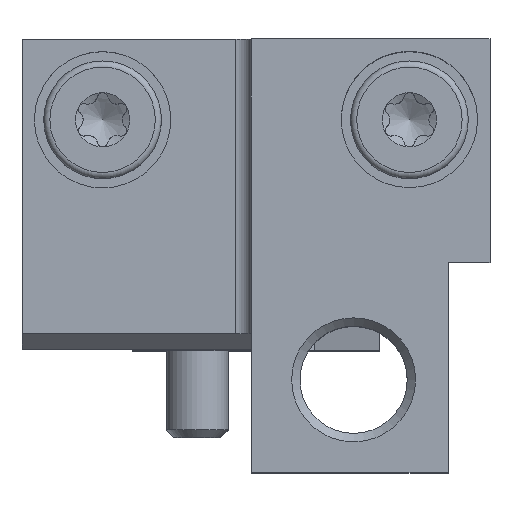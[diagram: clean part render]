
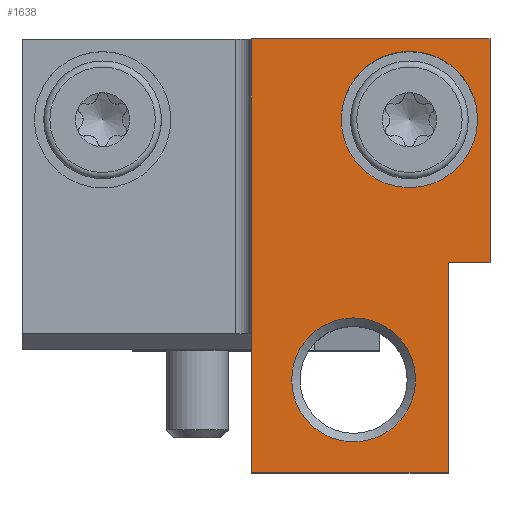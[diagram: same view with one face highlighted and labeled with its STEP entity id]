
A CAD part, top view. The second image highlights one B-rep face of the part: STEP entity #1638.
In plain terms, the highlighted planar face has unit normal (0, 0, 1).
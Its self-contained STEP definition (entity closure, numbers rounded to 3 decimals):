
#183=CIRCLE('',#1798,2.2);
#184=CIRCLE('',#1799,2.);
#273=ORIENTED_EDGE('',*,*,#720,.F.);
#274=ORIENTED_EDGE('',*,*,#721,.T.);
#275=ORIENTED_EDGE('',*,*,#722,.F.);
#276=ORIENTED_EDGE('',*,*,#713,.F.);
#277=ORIENTED_EDGE('',*,*,#723,.T.);
#278=ORIENTED_EDGE('',*,*,#724,.T.);
#279=ORIENTED_EDGE('',*,*,#725,.F.);
#280=ORIENTED_EDGE('',*,*,#719,.T.);
#713=EDGE_CURVE('',#934,#935,#1095,.T.);
#719=EDGE_CURVE('',#937,#940,#1101,.T.);
#720=EDGE_CURVE('',#941,#941,#183,.T.);
#721=EDGE_CURVE('',#942,#942,#184,.T.);
#722=EDGE_CURVE('',#935,#940,#1102,.T.);
#723=EDGE_CURVE('',#934,#943,#1103,.T.);
#724=EDGE_CURVE('',#943,#944,#1104,.T.);
#725=EDGE_CURVE('',#937,#944,#1105,.T.);
#934=VERTEX_POINT('',#2459);
#935=VERTEX_POINT('',#2461);
#937=VERTEX_POINT('',#2467);
#940=VERTEX_POINT('',#2472);
#941=VERTEX_POINT('',#2476);
#942=VERTEX_POINT('',#2478);
#943=VERTEX_POINT('',#2481);
#944=VERTEX_POINT('',#2483);
#1095=LINE('',#2460,#1205);
#1101=LINE('',#2473,#1211);
#1102=LINE('',#2479,#1212);
#1103=LINE('',#2480,#1213);
#1104=LINE('',#2482,#1214);
#1105=LINE('',#2484,#1215);
#1205=VECTOR('',#1999,1000.);
#1211=VECTOR('',#2007,1000.);
#1212=VECTOR('',#2014,1000.);
#1213=VECTOR('',#2015,1000.);
#1214=VECTOR('',#2016,1000.);
#1215=VECTOR('',#2017,1000.);
#1301=EDGE_LOOP('',(#273));
#1302=EDGE_LOOP('',(#274));
#1303=EDGE_LOOP('',(#275,#276,#277,#278,#279,#280));
#1449=FACE_BOUND('',#1301,.T.);
#1450=FACE_BOUND('',#1302,.T.);
#1451=FACE_BOUND('',#1303,.T.);
#1597=PLANE('',#1797);
#1638=ADVANCED_FACE('',(#1449,#1450,#1451),#1597,.T.);
#1797=AXIS2_PLACEMENT_3D('',#2474,#2008,#2009);
#1798=AXIS2_PLACEMENT_3D('',#2475,#2010,#2011);
#1799=AXIS2_PLACEMENT_3D('',#2477,#2012,#2013);
#1999=DIRECTION('',(-1.,0.,0.));
#2007=DIRECTION('',(1.,0.,0.));
#2008=DIRECTION('',(0.,0.,1.));
#2009=DIRECTION('',(1.,0.,0.));
#2010=DIRECTION('',(0.,0.,1.));
#2011=DIRECTION('',(1.,0.,0.));
#2012=DIRECTION('',(0.,0.,-1.));
#2013=DIRECTION('',(-1.,0.,0.));
#2014=DIRECTION('',(0.,-1.,0.));
#2015=DIRECTION('',(0.,1.,0.));
#2016=DIRECTION('',(-1.,0.,0.));
#2017=DIRECTION('',(0.,1.,0.));
#2459=CARTESIAN_POINT('',(7.55,-7.2,11.));
#2460=CARTESIAN_POINT('',(7.55,-7.2,11.));
#2461=CARTESIAN_POINT('',(6.2,-7.2,11.));
#2467=CARTESIAN_POINT('',(-0.15,-14.,11.));
#2472=CARTESIAN_POINT('',(6.2,-14.,11.));
#2473=CARTESIAN_POINT('',(-7.55,-14.,11.));
#2474=CARTESIAN_POINT('',(0.,0.,11.));
#2475=CARTESIAN_POINT('',(4.95,-2.6,11.));
#2476=CARTESIAN_POINT('',(7.15,-2.6,11.));
#2477=CARTESIAN_POINT('',(3.15,-11.,11.));
#2478=CARTESIAN_POINT('',(1.15,-11.,11.));
#2479=CARTESIAN_POINT('',(6.2,-7.2,11.));
#2480=CARTESIAN_POINT('',(7.55,-14.,11.));
#2481=CARTESIAN_POINT('',(7.55,0.,11.));
#2482=CARTESIAN_POINT('',(7.55,0.,11.));
#2483=CARTESIAN_POINT('',(-0.15,0.,11.));
#2484=CARTESIAN_POINT('',(-0.15,-14.,11.));
